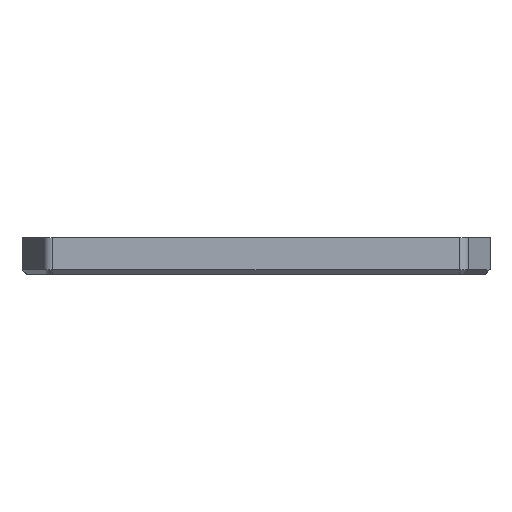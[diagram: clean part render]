
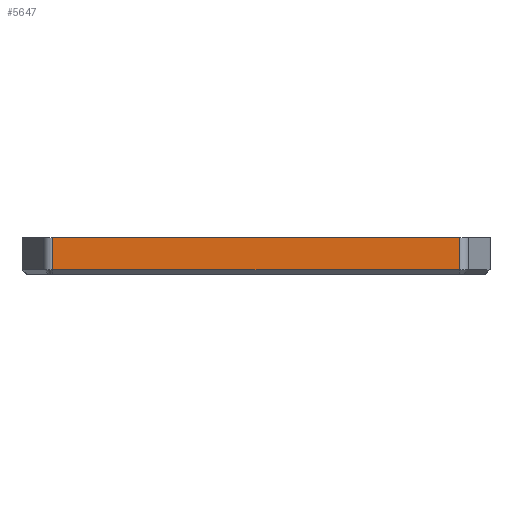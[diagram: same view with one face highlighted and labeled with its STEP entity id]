
A CAD part, front view. The second image highlights one B-rep face of the part: STEP entity #5647.
In plain terms, the highlighted planar face has unit normal (0, -1, 0).
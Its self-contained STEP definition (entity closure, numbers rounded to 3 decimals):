
#324=PLANE('',#6256);
#526=FACE_OUTER_BOUND('',#901,.T.);
#901=EDGE_LOOP('',(#4479,#4480,#4481,#4482));
#1359=LINE('',#9714,#1791);
#1386=LINE('',#9798,#1818);
#1387=LINE('',#9800,#1819);
#1388=LINE('',#9801,#1820);
#1791=VECTOR('',#7519,1000.);
#1818=VECTOR('',#7602,1000.);
#1819=VECTOR('',#7603,1000.);
#1820=VECTOR('',#7604,1000.);
#2734=VERTEX_POINT('',#9711);
#2735=VERTEX_POINT('',#9713);
#2761=VERTEX_POINT('',#9797);
#2762=VERTEX_POINT('',#9799);
#3354=EDGE_CURVE('',#2735,#2734,#1359,.T.);
#3396=EDGE_CURVE('',#2734,#2761,#1386,.T.);
#3397=EDGE_CURVE('',#2761,#2762,#1387,.T.);
#3398=EDGE_CURVE('',#2762,#2735,#1388,.T.);
#4479=ORIENTED_EDGE('',*,*,#3396,.T.);
#4480=ORIENTED_EDGE('',*,*,#3397,.T.);
#4481=ORIENTED_EDGE('',*,*,#3398,.T.);
#4482=ORIENTED_EDGE('',*,*,#3354,.T.);
#5647=ADVANCED_FACE('',(#526),#324,.T.);
#6256=AXIS2_PLACEMENT_3D('',#9796,#7600,#7601);
#7519=DIRECTION('',(-1.,0.,0.));
#7600=DIRECTION('center_axis',(0.,-1.,0.));
#7601=DIRECTION('ref_axis',(0.,0.,-1.));
#7602=DIRECTION('',(0.,0.,-1.));
#7603=DIRECTION('',(1.,0.,0.));
#7604=DIRECTION('',(0.,0.,1.));
#9711=CARTESIAN_POINT('',(6.236,-40.,-7.5));
#9713=CARTESIAN_POINT('',(88.764,-40.,-7.5));
#9714=CARTESIAN_POINT('',(0.,-40.,-7.5));
#9796=CARTESIAN_POINT('Origin',(0.,-40.,-15.));
#9797=CARTESIAN_POINT('',(6.236,-40.,-14.));
#9798=CARTESIAN_POINT('',(6.236,-40.,-15.));
#9799=CARTESIAN_POINT('',(88.764,-40.,-14.));
#9800=CARTESIAN_POINT('',(88.764,-40.,-14.));
#9801=CARTESIAN_POINT('',(88.764,-40.,-15.));
